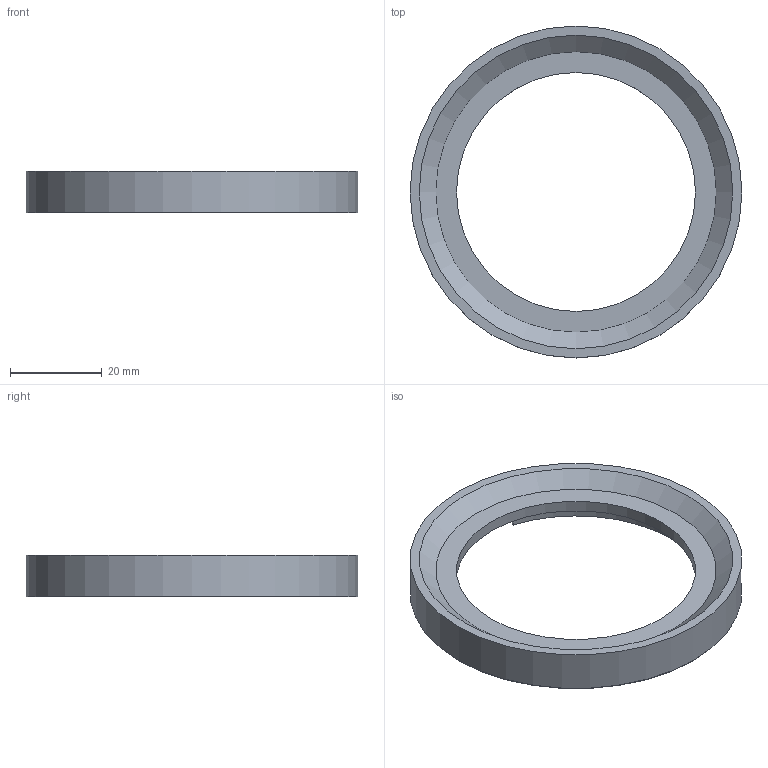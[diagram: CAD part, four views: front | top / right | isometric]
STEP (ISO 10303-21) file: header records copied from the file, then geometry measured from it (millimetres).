
FILE_DESCRIPTION(('FreeCAD Model'),'2;1');
FILE_NAME('Open CASCADE Shape Model','2025-08-15T18:29:27',(''),(''), 'Open CASCADE STEP processor 7.8','FreeCAD','Unknown');
FILE_SCHEMA(('AUTOMOTIVE_DESIGN { 1 0 10303 214 1 1 1 1 }'));
Length unit declared in the file: millimetre
Products named in the file (1): frame-round
Bounding box: 72.2 x 72.2 x 9 mm (x, y, z)
Volume: 11811.9 mm3; surface area: 7451.7 mm2
Topology: 1 solids, 1 shells, 37 faces, 91 edges, 60 vertices
Faces by surface type: plane 30, cylinder 6, cone 1
Full cylindrical faces by diameter (mm): 52 x1, 72.2 x1
Entity records: 2320 total; most frequent: CARTESIAN_POINT 419, DIRECTION 357, LINE 240, VECTOR 240, ORIENTED_EDGE 182, PCURVE 182, DEFINITIONAL_REPRESENTATION 182, EDGE_CURVE 91
